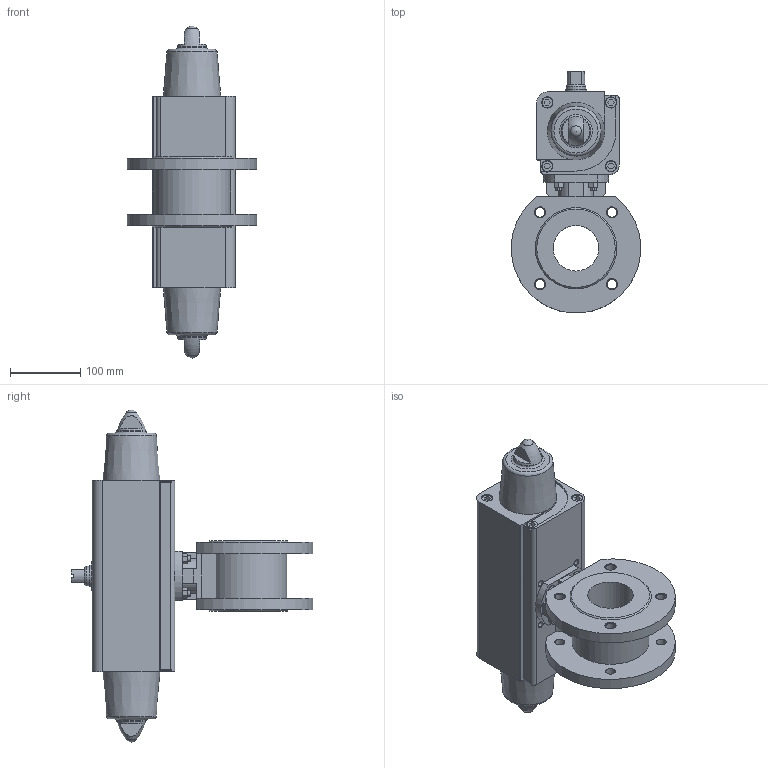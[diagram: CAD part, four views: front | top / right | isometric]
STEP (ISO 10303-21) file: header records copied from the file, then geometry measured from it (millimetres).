
FILE_DESCRIPTION(/* description */ ('STEP AP214'),/* implementation_level */ '2;1');
FILE_NAME(/* name */ '1915408_VZBC-65-FF-16-22-F07-V4V4T-PS180-R-90-4-C',/* time_stamp */ '2024-09-18T01:17:01+02:00',/* author */ ('License CC BY-ND 4.0'),/* organization */ ('CADENAS'),/* preprocessor_version */ 'ST-DEVELOPER v19.3',/* originating_system */ 'PARTsolutions',/* authorisation */ ' ');
FILE_SCHEMA (('AUTOMOTIVE_DESIGN {1 0 10303 214 3 1 1}'));
Length unit declared in the file: millimetre
Products named in the file (8): 1915408 VZBC-65-FF-16-22-F07-V4V4T-PS180-R-90-4-C; 1692207 VZBC-65-FF-16-22-F07-V4V4T; DIN-913 - M8x30; 690068 S 8 A2; DIN 934 - M8(F); 533450 DAPS-0180-090-RS4-F0710---(1); 533450 DAPS-0180-090-RS4-F0710---(2); 8082126 DARQ-R-A-S22-S17-22
Assembly tree (16 placements, depth 2):
  1915408 VZBC-65-FF-16-22-F07-V4V4T-PS180-R-90-4-C
    1692207 VZBC-65-FF-16-22-F07-V4V4T
    DIN-913 - M8x30  x4
    690068 S 8 A2  x4
    DIN 934 - M8(F)  x4
    533450 DAPS-0180-090-RS4-F0710---(1)
    533450 DAPS-0180-090-RS4-F0710---(2)
    8082126 DARQ-R-A-S22-S17-22
Bounding box: 184.67 x 345.16 x 474 mm (x, y, z)
Volume: 5668589.3 mm3; surface area: 408750.2 mm2
Topology: 16 solids, 16 shells, 509 faces, 1234 edges, 776 vertices
Faces by surface type: plane 272, cylinder 111, cone 108, torus 16, sphere 2
Full cylindrical faces by diameter (mm): 4.134 x8, 4.917 x1, 6.647 x8, 8 x4, 8.376 x4, 8.4 x4, 8.566 x2, 9 x4, 13 x4, 13.835 x8, 16 x8, 28 x1, 31.3 x1, 41 x2, 44 x2, 51 x1, 55 x1, 65 x1
Entity records: 11545 total; most frequent: CARTESIAN_POINT 2048, DIRECTION 1954, ORIENTED_EDGE 1692, EDGE_CURVE 846, AXIS2_PLACEMENT_3D 713, VERTEX_POINT 629, FACE_BOUND 619, EDGE_LOOP 600
